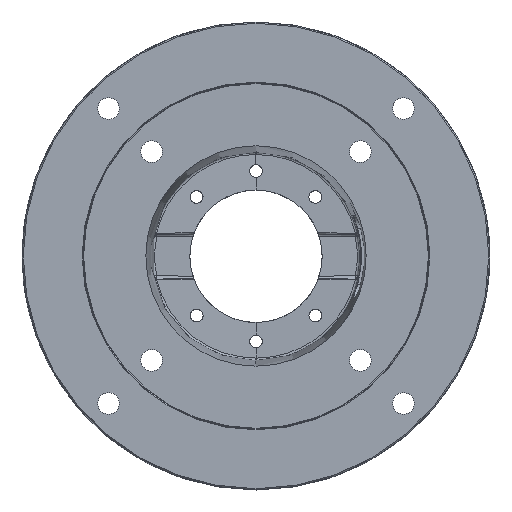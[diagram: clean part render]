
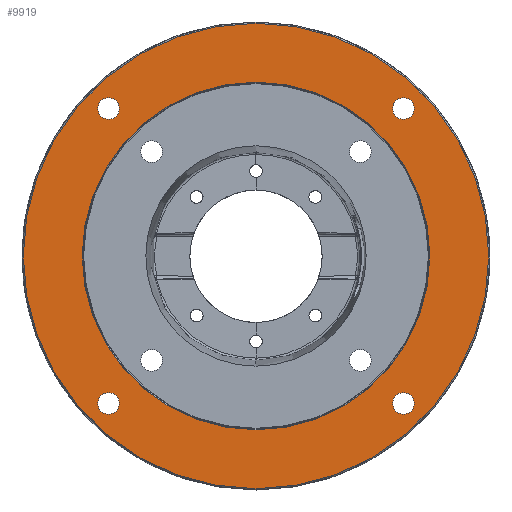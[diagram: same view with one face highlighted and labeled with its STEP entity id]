
A CAD part, top view. The second image highlights one B-rep face of the part: STEP entity #9919.
In plain terms, the highlighted planar face has unit normal (0, 0, 1).
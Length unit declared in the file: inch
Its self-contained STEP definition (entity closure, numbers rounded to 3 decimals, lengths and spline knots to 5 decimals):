
#35=CARTESIAN_POINT('',(0.,0.,-0.08));
#36=DIRECTION('',(0.,0.,1.));
#37=DIRECTION('',(0.,1.,0.));
#38=AXIS2_PLACEMENT_3D('',#35,#36,#37);
#44=CARTESIAN_POINT('',(0.,0.,-0.08));
#45=DIRECTION('',(0.,0.,-1.));
#46=DIRECTION('',(0.,1.,0.));
#47=AXIS2_PLACEMENT_3D('',#44,#45,#46);
#624=CARTESIAN_POINT('',(-3.62392,3.62392,-0.08));
#625=DIRECTION('',(0.,0.,-1.));
#626=DIRECTION('',(-0.707,0.707,0.));
#627=AXIS2_PLACEMENT_3D('',#624,#625,#626);
#629=CARTESIAN_POINT('',(-3.62392,3.62392,-0.08));
#630=DIRECTION('',(0.,0.,-1.));
#631=DIRECTION('',(0.707,-0.707,0.));
#632=AXIS2_PLACEMENT_3D('',#629,#630,#631);
#634=CARTESIAN_POINT('',(-3.62392,-3.62392,-0.08));
#635=DIRECTION('',(0.,0.,-1.));
#636=DIRECTION('',(-0.707,-0.707,0.));
#637=AXIS2_PLACEMENT_3D('',#634,#635,#636);
#639=CARTESIAN_POINT('',(-3.62392,-3.62392,-0.08));
#640=DIRECTION('',(0.,0.,-1.));
#641=DIRECTION('',(0.707,0.707,0.));
#642=AXIS2_PLACEMENT_3D('',#639,#640,#641);
#644=CARTESIAN_POINT('',(3.62392,-3.62392,-0.08));
#645=DIRECTION('',(0.,0.,-1.));
#646=DIRECTION('',(0.707,-0.707,0.));
#647=AXIS2_PLACEMENT_3D('',#644,#645,#646);
#649=CARTESIAN_POINT('',(3.62392,-3.62392,-0.08));
#650=DIRECTION('',(0.,0.,-1.));
#651=DIRECTION('',(-0.707,0.707,0.));
#652=AXIS2_PLACEMENT_3D('',#649,#650,#651);
#654=CARTESIAN_POINT('',(3.62392,3.62392,-0.08));
#655=DIRECTION('',(0.,0.,-1.));
#656=DIRECTION('',(0.707,0.707,0.));
#657=AXIS2_PLACEMENT_3D('',#654,#655,#656);
#659=CARTESIAN_POINT('',(3.62392,3.62392,-0.08));
#660=DIRECTION('',(0.,0.,-1.));
#661=DIRECTION('',(-0.707,-0.707,0.));
#662=AXIS2_PLACEMENT_3D('',#659,#660,#661);
#664=CARTESIAN_POINT('',(0.,0.,-0.08));
#665=DIRECTION('',(0.,0.,1.));
#666=DIRECTION('',(0.,1.,0.));
#667=AXIS2_PLACEMENT_3D('',#664,#665,#666);
#669=CARTESIAN_POINT('',(0.,0.,-0.08));
#670=DIRECTION('',(0.,0.,1.));
#671=DIRECTION('',(0.,-1.,0.));
#672=AXIS2_PLACEMENT_3D('',#669,#670,#671);
#8562=CARTESIAN_POINT('',(0.,5.72,-0.08));
#8563=CARTESIAN_POINT('',(0.,-5.72,-0.08));
#8564=VERTEX_POINT('',#8562);
#8565=VERTEX_POINT('',#8563);
#8586=CARTESIAN_POINT('',(-3.81131,3.81131,-0.08));
#8587=CARTESIAN_POINT('',(-3.43654,3.43654,-0.08));
#8588=VERTEX_POINT('',#8586);
#8589=VERTEX_POINT('',#8587);
#8630=CARTESIAN_POINT('',(-3.81131,-3.81131,-0.08));
#8631=CARTESIAN_POINT('',(-3.43654,-3.43654,-0.08));
#8632=VERTEX_POINT('',#8630);
#8633=VERTEX_POINT('',#8631);
#8638=CARTESIAN_POINT('',(3.81131,-3.81131,-0.08));
#8639=CARTESIAN_POINT('',(3.43654,-3.43654,-0.08));
#8640=VERTEX_POINT('',#8638);
#8641=VERTEX_POINT('',#8639);
#8646=CARTESIAN_POINT('',(3.81131,3.81131,-0.08));
#8647=CARTESIAN_POINT('',(3.43654,3.43654,-0.08));
#8648=VERTEX_POINT('',#8646);
#8649=VERTEX_POINT('',#8647);
#8666=CARTESIAN_POINT('',(0.,4.271,-0.08));
#8667=CARTESIAN_POINT('',(0.,-4.271,-0.08));
#8668=VERTEX_POINT('',#8666);
#8669=VERTEX_POINT('',#8667);
#9881=CARTESIAN_POINT('',(0.,0.,-0.08));
#9882=DIRECTION('',(0.,0.,1.));
#9883=DIRECTION('',(0.,1.,0.));
#9884=AXIS2_PLACEMENT_3D('',#9881,#9882,#9883);
#9885=PLANE('',#9884);
#9886=ORIENTED_EDGE('',*,*,#8852,.T.);
#9887=ORIENTED_EDGE('',*,*,#8837,.F.);
#9888=EDGE_LOOP('',(#9886,#9887));
#9889=FACE_OUTER_BOUND('',#9888,.F.);
#9891=ORIENTED_EDGE('',*,*,#9890,.F.);
#9893=ORIENTED_EDGE('',*,*,#9892,.F.);
#9894=EDGE_LOOP('',(#9891,#9893));
#9895=FACE_BOUND('',#9894,.F.);
#9897=ORIENTED_EDGE('',*,*,#9896,.F.);
#9899=ORIENTED_EDGE('',*,*,#9898,.F.);
#9900=EDGE_LOOP('',(#9897,#9899));
#9901=FACE_BOUND('',#9900,.F.);
#9903=ORIENTED_EDGE('',*,*,#9902,.F.);
#9905=ORIENTED_EDGE('',*,*,#9904,.F.);
#9906=EDGE_LOOP('',(#9903,#9905));
#9907=FACE_BOUND('',#9906,.F.);
#9909=ORIENTED_EDGE('',*,*,#9908,.F.);
#9911=ORIENTED_EDGE('',*,*,#9910,.F.);
#9912=EDGE_LOOP('',(#9909,#9911));
#9913=FACE_BOUND('',#9912,.F.);
#9915=ORIENTED_EDGE('',*,*,#9914,.T.);
#9916=ORIENTED_EDGE('',*,*,#9871,.T.);
#9917=EDGE_LOOP('',(#9915,#9916));
#9918=FACE_BOUND('',#9917,.F.);
#9919=ADVANCED_FACE('',(#9889,#9895,#9901,#9907,#9913,#9918),#9885,.T.);
#39=CIRCLE('',#38,5.72);
#48=CIRCLE('',#47,5.72);
#628=CIRCLE('',#627,0.265);
#633=CIRCLE('',#632,0.265);
#638=CIRCLE('',#637,0.265);
#643=CIRCLE('',#642,0.265);
#648=CIRCLE('',#647,0.265);
#653=CIRCLE('',#652,0.265);
#658=CIRCLE('',#657,0.265);
#663=CIRCLE('',#662,0.265);
#668=CIRCLE('',#667,4.271);
#673=CIRCLE('',#672,4.271);
#8837=EDGE_CURVE('',#8564,#8565,#39,.T.);
#8852=EDGE_CURVE('',#8564,#8565,#48,.T.);
#9871=EDGE_CURVE('',#8669,#8668,#673,.T.);
#9890=EDGE_CURVE('',#8588,#8589,#628,.T.);
#9892=EDGE_CURVE('',#8589,#8588,#633,.T.);
#9896=EDGE_CURVE('',#8632,#8633,#638,.T.);
#9898=EDGE_CURVE('',#8633,#8632,#643,.T.);
#9902=EDGE_CURVE('',#8640,#8641,#648,.T.);
#9904=EDGE_CURVE('',#8641,#8640,#653,.T.);
#9908=EDGE_CURVE('',#8648,#8649,#658,.T.);
#9910=EDGE_CURVE('',#8649,#8648,#663,.T.);
#9914=EDGE_CURVE('',#8668,#8669,#668,.T.);
